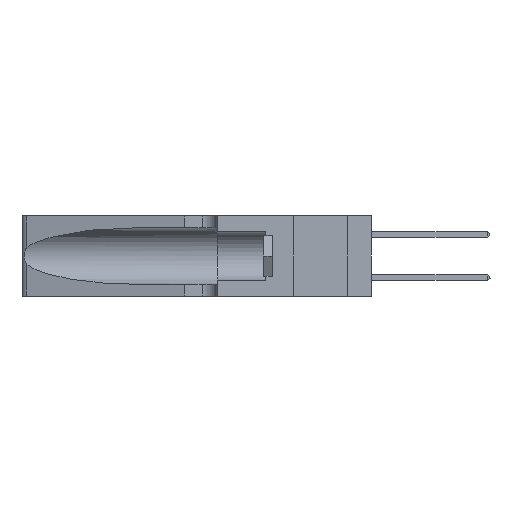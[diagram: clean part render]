
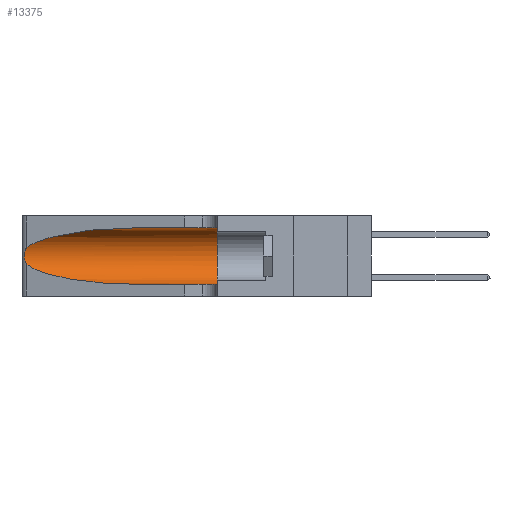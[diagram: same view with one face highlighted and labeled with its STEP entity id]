
A CAD part, left-side view. The second image highlights one B-rep face of the part: STEP entity #13375.
In plain terms, the highlighted cylindrical face has radius 3.308 mm (diameter 6.617 mm), a partial arc.
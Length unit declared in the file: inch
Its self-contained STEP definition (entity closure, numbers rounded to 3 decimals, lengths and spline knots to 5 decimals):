
#622 = LINE ( 'NONE', #13670, #17431 ) ;
#1119 = CARTESIAN_POINT ( 'NONE',  ( 0.25487, 1.22718, 0.22369 ) ) ;
#2149 = CARTESIAN_POINT ( 'NONE',  ( 0.1305, 1.61858, 0.31525 ) ) ;
#2162 = CARTESIAN_POINT ( 'NONE',  ( 0.25487, 1.22718, 0.14631 ) ) ;
#2783 = CARTESIAN_POINT ( 'NONE',  ( 0.1305, 0.35, 0.05475 ) ) ;
#2795 = DIRECTION ( 'NONE',  ( 0., -1., 0. ) ) ;
#3037 = CARTESIAN_POINT ( 'NONE',  ( 0.25787, 1.23484, 0.2124 ) ) ;
#3251 = CARTESIAN_POINT ( 'NONE',  ( 0.25487, 1.22718, 0.22369 ) ) ;
#3749 = VERTEX_POINT ( 'NONE', #2783 ) ;
#3760 = VERTEX_POINT ( 'NONE', #9327 ) ;
#4377 = DIRECTION ( 'NONE',  ( 0., -1., 0. ) ) ;
#4395 = CARTESIAN_POINT ( 'NONE',  ( 0.18966, 0.96281, 0.05475 ) ) ;
#4431 = EDGE_CURVE ( 'NONE', #27162, #3760, #26240, .T. ) ;
#4741 = VERTEX_POINT ( 'NONE', #17107 ) ;
#5206 = CARTESIAN_POINT ( 'NONE',  ( 0.26018, 1.23835, 0.19895 ) ) ;
#6143 =( BOUNDED_CURVE ( )  B_SPLINE_CURVE ( 3, ( #2162, #13042, #4395, #19601 ),
 .UNSPECIFIED., .F., .F. ) 
 B_SPLINE_CURVE_WITH_KNOTS ( ( 4, 4 ),
 ( 3.44316, 4.71239 ),
 .UNSPECIFIED. ) 
 CURVE ( )  GEOMETRIC_REPRESENTATION_ITEM ( )  RATIONAL_B_SPLINE_CURVE ( ( 1., 0.87, 0.87, 1. ) ) 
 REPRESENTATION_ITEM ( '' )  );
#6436 = CYLINDRICAL_SURFACE ( 'NONE', #23664, 0.13025 ) ;
#7027 = AXIS2_PLACEMENT_3D ( 'NONE', #24896, #11974, #27026 ) ;
#7275 = CARTESIAN_POINT ( 'NONE',  ( 0.25555, 1.22994, 0.2215 ) ) ;
#7378 = CARTESIAN_POINT ( 'NONE',  ( 0.26075, 1.23896, 0.178 ) ) ;
#8158 = ORIENTED_EDGE ( 'NONE', *, *, #26654, .T. ) ;
#8321 = LINE ( 'NONE', #2149, #20578 ) ;
#8335 = EDGE_CURVE ( 'NONE', #4741, #3749, #18225, .T. ) ;
#9327 = CARTESIAN_POINT ( 'NONE',  ( 0.25487, 1.22718, 0.14631 ) ) ;
#9581 = CARTESIAN_POINT ( 'NONE',  ( 0.25856, 1.23593, 0.16098 ) ) ;
#10038 = EDGE_CURVE ( 'NONE', #3760, #24915, #6143, .T. ) ;
#10411 = CARTESIAN_POINT ( 'NONE',  ( 0.1305, 0.72297, 0.05475 ) ) ;
#10983 = DIRECTION ( 'NONE',  ( 0., -1., 0. ) ) ;
#11771 = CARTESIAN_POINT ( 'NONE',  ( 0.25639, 1.23186, 0.15144 ) ) ;
#11974 = DIRECTION ( 'NONE',  ( 0., 1., 0. ) ) ;
#12985 = CARTESIAN_POINT ( 'NONE',  ( 0.1305, 0.72297, 0.31525 ) ) ;
#13001 = ORIENTED_EDGE ( 'NONE', *, *, #16631, .F. ) ;
#13042 = CARTESIAN_POINT ( 'NONE',  ( 0.2373, 1.15595, 0.08982 ) ) ;
#13375 = ADVANCED_FACE ( 'NONE', ( #23749 ), #6436, .F. ) ;
#13670 = CARTESIAN_POINT ( 'NONE',  ( 0.1305, 1.61858, 0.05475 ) ) ;
#13897 = CARTESIAN_POINT ( 'NONE',  ( 0.25487, 1.22718, 0.22369 ) ) ;
#13997 = CARTESIAN_POINT ( 'NONE',  ( 0.25487, 1.22718, 0.14631 ) ) ;
#14291 = CARTESIAN_POINT ( 'NONE',  ( 0.2373, 1.15595, 0.28018 ) ) ;
#16071 = CARTESIAN_POINT ( 'NONE',  ( 0.25639, 1.23184, 0.21858 ) ) ;
#16081 = ORIENTED_EDGE ( 'NONE', *, *, #8335, .F. ) ;
#16343 = CARTESIAN_POINT ( 'NONE',  ( 0.18966, 0.96281, 0.31525 ) ) ;
#16631 = EDGE_CURVE ( 'NONE', #25061, #4741, #8321, .T. ) ;
#17107 = CARTESIAN_POINT ( 'NONE',  ( 0.1305, 0.35, 0.31525 ) ) ;
#17431 = VECTOR ( 'NONE', #2795, 39.37008 ) ;
#18225 = CIRCLE ( 'NONE', #7027, 0.13025 ) ;
#18258 = CARTESIAN_POINT ( 'NONE',  ( 0.25854, 1.2359, 0.20912 ) ) ;
#19601 = CARTESIAN_POINT ( 'NONE',  ( 0.1305, 0.72297, 0.05475 ) ) ;
#20414 = CARTESIAN_POINT ( 'NONE',  ( 0.26075, 1.23896, 0.19203 ) ) ;
#20578 = VECTOR ( 'NONE', #4377, 39.37008 ) ;
#21750 = ORIENTED_EDGE ( 'NONE', *, *, #10038, .T. ) ;
#22460 = ORIENTED_EDGE ( 'NONE', *, *, #25250, .T. ) ;
#22558 = CARTESIAN_POINT ( 'NONE',  ( 0.26017, 1.23833, 0.17102 ) ) ;
#22839 = CARTESIAN_POINT ( 'NONE',  ( 0.1305, 0.72297, 0.31525 ) ) ;
#23664 = AXIS2_PLACEMENT_3D ( 'NONE', #25984, #10983, #23852 ) ;
#23749 = FACE_OUTER_BOUND ( 'NONE', #26100, .T. ) ;
#23852 = DIRECTION ( 'NONE',  ( 0., 0., -1. ) ) ;
#24196 =( BOUNDED_CURVE ( )  B_SPLINE_CURVE ( 3, ( #22839, #16343, #14291, #1119 ),
 .UNSPECIFIED., .F., .F. ) 
 B_SPLINE_CURVE_WITH_KNOTS ( ( 4, 4 ),
 ( 1.5708, 2.84003 ),
 .UNSPECIFIED. ) 
 CURVE ( )  GEOMETRIC_REPRESENTATION_ITEM ( )  RATIONAL_B_SPLINE_CURVE ( ( 1., 0.87, 0.87, 1. ) ) 
 REPRESENTATION_ITEM ( '' )  );
#24709 = CARTESIAN_POINT ( 'NONE',  ( 0.25789, 1.23486, 0.15765 ) ) ;
#24896 = CARTESIAN_POINT ( 'NONE',  ( 0.1305, 0.35, 0.185 ) ) ;
#24915 = VERTEX_POINT ( 'NONE', #10411 ) ;
#25061 = VERTEX_POINT ( 'NONE', #12985 ) ;
#25250 = EDGE_CURVE ( 'NONE', #24915, #3749, #622, .T. ) ;
#25984 = CARTESIAN_POINT ( 'NONE',  ( 0.1305, 1.61858, 0.185 ) ) ;
#26100 = EDGE_LOOP ( 'NONE', ( #8158, #26750, #21750, #22460, #16081, #13001 ) ) ;
#26240 = B_SPLINE_CURVE_WITH_KNOTS ( 'NONE', 3,
 ( #13897, #7275, #16071, #3037, #18258, #5206, #20414, #7378, #22558, #9581, #24709, #11771, #26829, #13997 ),
 .UNSPECIFIED., .F., .F.,
 ( 4, 2, 2, 2, 2, 2, 4 ),
 ( 0., 0.00027, 0.00053, 0.00107, 0.0016, 0.00187, 0.00214 ),
 .UNSPECIFIED. ) ;
#26654 = EDGE_CURVE ( 'NONE', #25061, #27162, #24196, .T. ) ;
#26750 = ORIENTED_EDGE ( 'NONE', *, *, #4431, .T. ) ;
#26829 = CARTESIAN_POINT ( 'NONE',  ( 0.25555, 1.22993, 0.14849 ) ) ;
#27026 = DIRECTION ( 'NONE',  ( 0., 0., 1. ) ) ;
#27162 = VERTEX_POINT ( 'NONE', #3251 ) ;
